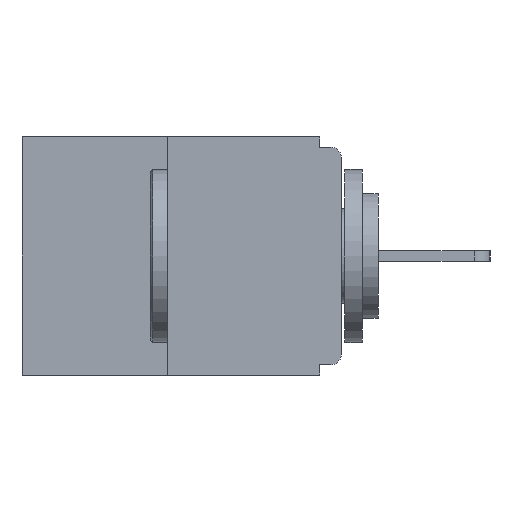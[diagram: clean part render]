
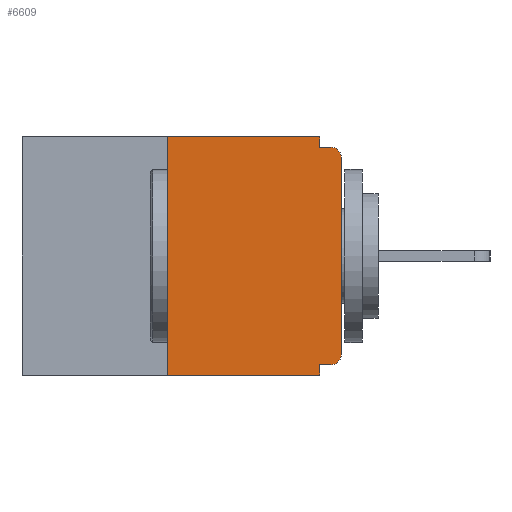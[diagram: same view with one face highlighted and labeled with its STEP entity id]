
A CAD part, left-side view. The second image highlights one B-rep face of the part: STEP entity #6609.
In plain terms, the highlighted planar face has unit normal (-1, 0, 0).
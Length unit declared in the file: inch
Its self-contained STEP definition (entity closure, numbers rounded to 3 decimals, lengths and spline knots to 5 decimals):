
#479 = CARTESIAN_POINT ( 'NONE',  ( 0., 0.015, -0.03 ) ) ;
#758 = CARTESIAN_POINT ( 'NONE',  ( 0., 0., -0.03 ) ) ;
#981 = DIRECTION ( 'NONE',  ( 0., 0., -1. ) ) ;
#1118 = ORIENTED_EDGE ( 'NONE', *, *, #14021, .T. ) ;
#1320 = EDGE_CURVE ( 'NONE', #21478, #17540, #16765, .T. ) ;
#1825 = CARTESIAN_POINT ( 'NONE',  ( 0., 0.25, -0.343 ) ) ;
#2134 = LINE ( 'NONE', #10911, #9484 ) ;
#2803 = PLANE ( 'NONE',  #9005 ) ;
#3458 = DIRECTION ( 'NONE',  ( 0., 0., -1. ) ) ;
#3687 = VECTOR ( 'NONE', #14898, 39.37008 ) ;
#3763 = EDGE_CURVE ( 'NONE', #16457, #6842, #2134, .T. ) ;
#3999 = VECTOR ( 'NONE', #3458, 39.37008 ) ;
#4089 = CIRCLE ( 'NONE', #13927, 0.015 ) ;
#4113 = EDGE_CURVE ( 'NONE', #7232, #7134, #15880, .T. ) ;
#4118 = CARTESIAN_POINT ( 'NONE',  ( 0., 0.031, 0. ) ) ;
#5043 = EDGE_CURVE ( 'NONE', #16457, #12040, #9919, .T. ) ;
#5182 = LINE ( 'NONE', #19059, #3999 ) ;
#5695 = VECTOR ( 'NONE', #5728, 39.37008 ) ;
#5714 = VERTEX_POINT ( 'NONE', #8424 ) ;
#5728 = DIRECTION ( 'NONE',  ( 0., 0., -1. ) ) ;
#5893 = CARTESIAN_POINT ( 'NONE',  ( 0., 0.015, -0.328 ) ) ;
#6076 = CARTESIAN_POINT ( 'NONE',  ( 0., 0., 0. ) ) ;
#6364 = CARTESIAN_POINT ( 'NONE',  ( 0., 0.031, -0.015 ) ) ;
#6430 = VERTEX_POINT ( 'NONE', #758 ) ;
#6609 = ADVANCED_FACE ( 'NONE', ( #18634 ), #2803, .F. ) ;
#6842 = VERTEX_POINT ( 'NONE', #16641 ) ;
#7071 = CARTESIAN_POINT ( 'NONE',  ( 0., 0.25, 0. ) ) ;
#7134 = VERTEX_POINT ( 'NONE', #7071 ) ;
#7224 = CARTESIAN_POINT ( 'NONE',  ( 0., 0.25, 0. ) ) ;
#7232 = VERTEX_POINT ( 'NONE', #1825 ) ;
#7357 = DIRECTION ( 'NONE',  ( 0., 1., 0. ) ) ;
#7445 = CARTESIAN_POINT ( 'NONE',  ( 0., 0.46, -0.343 ) ) ;
#7747 = DIRECTION ( 'NONE',  ( 0., 0., -1. ) ) ;
#7763 = ORIENTED_EDGE ( 'NONE', *, *, #19337, .T. ) ;
#7873 = EDGE_CURVE ( 'NONE', #7134, #11398, #18637, .T. ) ;
#8088 = VECTOR ( 'NONE', #13040, 39.37008 ) ;
#8378 = VECTOR ( 'NONE', #19632, 39.37008 ) ;
#8424 = CARTESIAN_POINT ( 'NONE',  ( 0., 0.031, -0.343 ) ) ;
#8981 = EDGE_CURVE ( 'NONE', #6842, #5714, #5182, .T. ) ;
#9005 = AXIS2_PLACEMENT_3D ( 'NONE', #18310, #20230, #981 ) ;
#9134 = LINE ( 'NONE', #4118, #5695 ) ;
#9484 = VECTOR ( 'NONE', #7357, 39.37008 ) ;
#9919 = CIRCLE ( 'NONE', #18655, 0.015 ) ;
#10422 = CARTESIAN_POINT ( 'NONE',  ( 0., 0.015, -0.313 ) ) ;
#10771 = DIRECTION ( 'NONE',  ( -1., 0., 0. ) ) ;
#10911 = CARTESIAN_POINT ( 'NONE',  ( 0., 0., -0.328 ) ) ;
#11295 = ORIENTED_EDGE ( 'NONE', *, *, #7873, .F. ) ;
#11336 = DIRECTION ( 'NONE',  ( 0., -1., 0. ) ) ;
#11398 = VERTEX_POINT ( 'NONE', #17298 ) ;
#11959 = EDGE_CURVE ( 'NONE', #6430, #17540, #4089, .T. ) ;
#12040 = VERTEX_POINT ( 'NONE', #16305 ) ;
#12080 = ORIENTED_EDGE ( 'NONE', *, *, #8981, .F. ) ;
#12486 = DIRECTION ( 'NONE',  ( 0., 0., -1. ) ) ;
#12976 = ORIENTED_EDGE ( 'NONE', *, *, #11959, .T. ) ;
#13040 = DIRECTION ( 'NONE',  ( 0., 0., 1. ) ) ;
#13927 = AXIS2_PLACEMENT_3D ( 'NONE', #479, #14512, #7747 ) ;
#14021 = EDGE_CURVE ( 'NONE', #12040, #6430, #16421, .T. ) ;
#14097 = VECTOR ( 'NONE', #11336, 39.37008 ) ;
#14512 = DIRECTION ( 'NONE',  ( -1., 0., 0. ) ) ;
#14898 = DIRECTION ( 'NONE',  ( 0., -1., 0. ) ) ;
#15801 = ORIENTED_EDGE ( 'NONE', *, *, #17264, .F. ) ;
#15880 = LINE ( 'NONE', #7224, #8378 ) ;
#16305 = CARTESIAN_POINT ( 'NONE',  ( 0., 0., -0.313 ) ) ;
#16421 = LINE ( 'NONE', #6076, #8088 ) ;
#16457 = VERTEX_POINT ( 'NONE', #5893 ) ;
#16563 = LINE ( 'NONE', #7445, #14097 ) ;
#16641 = CARTESIAN_POINT ( 'NONE',  ( 0., 0.031, -0.328 ) ) ;
#16765 = LINE ( 'NONE', #21601, #20692 ) ;
#17264 = EDGE_CURVE ( 'NONE', #11398, #21478, #9134, .T. ) ;
#17298 = CARTESIAN_POINT ( 'NONE',  ( 0., 0.031, 0. ) ) ;
#17312 = ORIENTED_EDGE ( 'NONE', *, *, #1320, .F. ) ;
#17540 = VERTEX_POINT ( 'NONE', #21162 ) ;
#18310 = CARTESIAN_POINT ( 'NONE',  ( 0., 0.46, 0. ) ) ;
#18634 = FACE_OUTER_BOUND ( 'NONE', #21052, .T. ) ;
#18637 = LINE ( 'NONE', #20464, #3687 ) ;
#18655 = AXIS2_PLACEMENT_3D ( 'NONE', #10422, #10771, #12486 ) ;
#18948 = ORIENTED_EDGE ( 'NONE', *, *, #5043, .T. ) ;
#19059 = CARTESIAN_POINT ( 'NONE',  ( 0., 0.031, -0.343 ) ) ;
#19337 = EDGE_CURVE ( 'NONE', #7232, #5714, #16563, .T. ) ;
#19363 = ORIENTED_EDGE ( 'NONE', *, *, #3763, .F. ) ;
#19632 = DIRECTION ( 'NONE',  ( 0., 0., 1. ) ) ;
#20230 = DIRECTION ( 'NONE',  ( 1., 0., 0. ) ) ;
#20297 = DIRECTION ( 'NONE',  ( 0., -1., 0. ) ) ;
#20464 = CARTESIAN_POINT ( 'NONE',  ( 0., 0.46, 0. ) ) ;
#20692 = VECTOR ( 'NONE', #20297, 39.37008 ) ;
#21052 = EDGE_LOOP ( 'NONE', ( #11295, #22053, #7763, #12080, #19363, #18948, #1118, #12976, #17312, #15801 ) ) ;
#21162 = CARTESIAN_POINT ( 'NONE',  ( 0., 0.015, -0.015 ) ) ;
#21478 = VERTEX_POINT ( 'NONE', #6364 ) ;
#21601 = CARTESIAN_POINT ( 'NONE',  ( 0., 0., -0.015 ) ) ;
#22053 = ORIENTED_EDGE ( 'NONE', *, *, #4113, .F. ) ;
